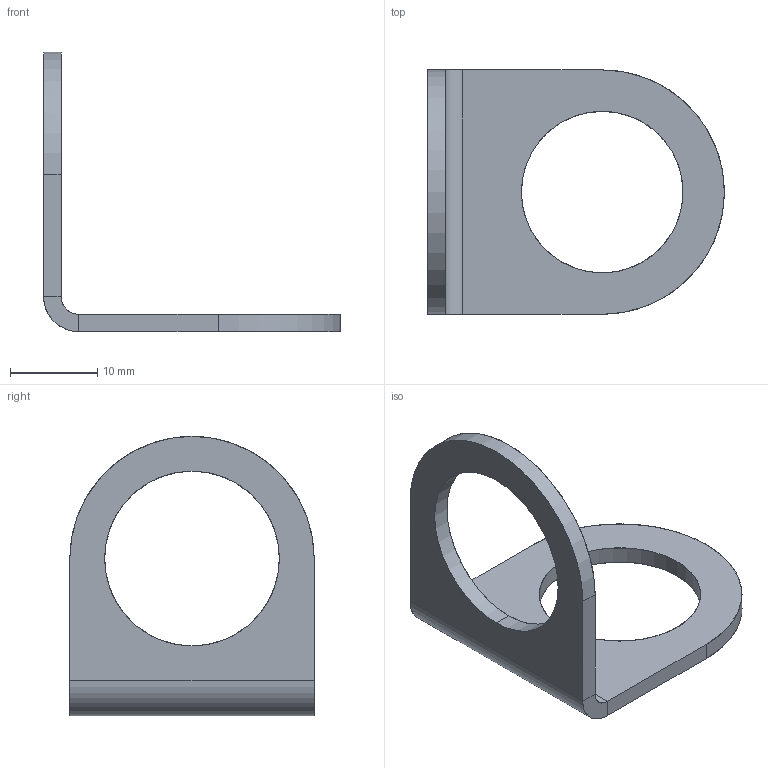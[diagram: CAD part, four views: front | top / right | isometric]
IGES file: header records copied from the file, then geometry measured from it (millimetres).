
Start section: SolidWorks IGES file using analytic representation for surfaces
Global section: file name: HS-BW-18~0.IGS; native system: SolidWorks 2014; preprocessor: SolidWorks 2014; author: Steffen; date: 140716.093448; units: millimetre
Bounding box: 34 x 28 x 32 mm (x, y, z)
Surface area: 2566.2 mm2 (no closed solid volume)
Topology: 0 solids, 0 shells, 19 faces, 356 edges, 356 vertices
Faces by surface type: bspline 10, revolution 9
